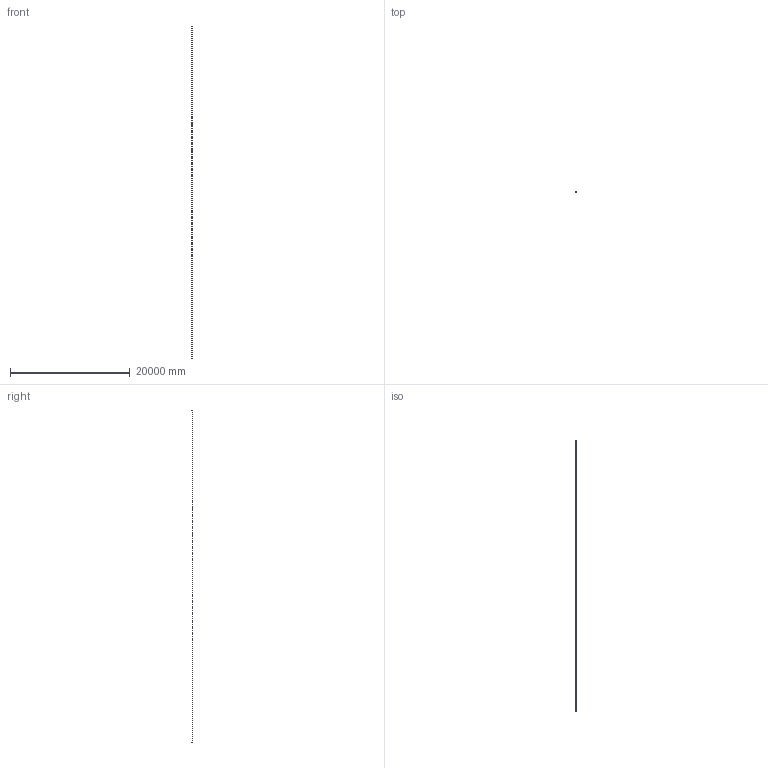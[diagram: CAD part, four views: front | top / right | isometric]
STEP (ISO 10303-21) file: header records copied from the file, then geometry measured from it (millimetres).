
FILE_DESCRIPTION (( 'STEP AP214' ), '1' );
FILE_NAME ('5021484_KSTP1.stp', '2018-08-28T08:08:27', ( '' ), ( '' ), 'SwSTEP 2.0', 'SolidWorks 2016', '' );
FILE_SCHEMA (( 'AUTOMOTIVE_DESIGN' ));
Length unit declared in the file: millimetre
Products named in the file (1): 5021484_KSTP1
Bounding box: 8 x 6.93 x 55500 mm (x, y, z)
Volume: 2789734.3 mm3; surface area: 1394967.7 mm2
Topology: 1 solids, 1 shells, 4 faces, 6 edges, 4 vertices
Faces by surface type: cylinder 2, plane 2
Entity records: 172 total; most frequent: DIRECTION 20, CARTESIAN_POINT 15, ORIENTED_EDGE 12, AXIS2_PLACEMENT_3D 9, UNCERTAINTY_MEASURE_WITH_UNIT 7, SURFACE_SIDE_STYLE 6, MECHANICAL_DESIGN_GEOMETRIC_PRESENTATION_REPRESENTATION 6, FILL_AREA_STYLE_COLOUR 6
